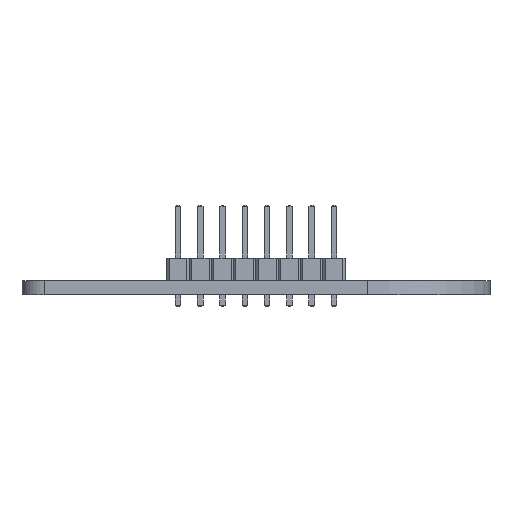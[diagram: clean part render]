
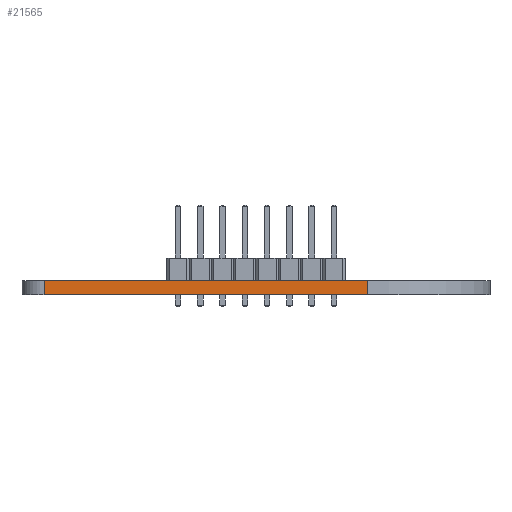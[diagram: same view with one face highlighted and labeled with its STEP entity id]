
A CAD part, front view. The second image highlights one B-rep face of the part: STEP entity #21565.
In plain terms, the highlighted planar face has unit normal (0, -1, 0).
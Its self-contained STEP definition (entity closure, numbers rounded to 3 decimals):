
#15963 = PLANE('',#15964);
#15964 = AXIS2_PLACEMENT_3D('',#15965,#15966,#15967);
#15965 = CARTESIAN_POINT('',(104.854,-99.444,1.6));
#15966 = DIRECTION('',(0.,0.,1.));
#15967 = DIRECTION('',(1.,0.,-0.));
#16017 = PLANE('',#16018);
#16018 = AXIS2_PLACEMENT_3D('',#16019,#16020,#16021);
#16019 = CARTESIAN_POINT('',(104.854,-99.444,0.));
#16020 = DIRECTION('',(0.,0.,1.));
#16021 = DIRECTION('',(1.,0.,-0.));
#16214 = VERTEX_POINT('',#16215);
#16215 = CARTESIAN_POINT('',(81.28,-144.78,0.));
#16230 = CYLINDRICAL_SURFACE('',#16231,2.54);
#16231 = AXIS2_PLACEMENT_3D('',#16232,#16233,#16234);
#16232 = CARTESIAN_POINT('',(81.28,-142.24,0.));
#16233 = DIRECTION('',(-0.,-0.,-1.));
#16234 = DIRECTION('',(1.,0.,-0.));
#16242 = EDGE_CURVE('',#16214,#16243,#16245,.T.);
#16243 = VERTEX_POINT('',#16244);
#16244 = CARTESIAN_POINT('',(118.11,-144.78,0.));
#16245 = SURFACE_CURVE('',#16246,(#16250,#16257),.PCURVE_S1.);
#16246 = LINE('',#16247,#16248);
#16247 = CARTESIAN_POINT('',(81.28,-144.78,0.));
#16248 = VECTOR('',#16249,1.);
#16249 = DIRECTION('',(1.,0.,0.));
#16250 = PCURVE('',#16017,#16251);
#16251 = DEFINITIONAL_REPRESENTATION('',(#16252),#16256);
#16252 = LINE('',#16253,#16254);
#16253 = CARTESIAN_POINT('',(-23.574,-45.336));
#16254 = VECTOR('',#16255,1.);
#16255 = DIRECTION('',(1.,0.));
#16256 = ( GEOMETRIC_REPRESENTATION_CONTEXT(2) 
PARAMETRIC_REPRESENTATION_CONTEXT() REPRESENTATION_CONTEXT('2D SPACE',''
  ) );
#16257 = PCURVE('',#16258,#16263);
#16258 = PLANE('',#16259);
#16259 = AXIS2_PLACEMENT_3D('',#16260,#16261,#16262);
#16260 = CARTESIAN_POINT('',(81.28,-144.78,0.));
#16261 = DIRECTION('',(0.,1.,0.));
#16262 = DIRECTION('',(1.,0.,0.));
#16263 = DEFINITIONAL_REPRESENTATION('',(#16264),#16268);
#16264 = LINE('',#16265,#16266);
#16265 = CARTESIAN_POINT('',(0.,0.));
#16266 = VECTOR('',#16267,1.);
#16267 = DIRECTION('',(1.,0.));
#16268 = ( GEOMETRIC_REPRESENTATION_CONTEXT(2) 
PARAMETRIC_REPRESENTATION_CONTEXT() REPRESENTATION_CONTEXT('2D SPACE',''
  ) );
#16287 = CYLINDRICAL_SURFACE('',#16288,13.97);
#16288 = AXIS2_PLACEMENT_3D('',#16289,#16290,#16291);
#16289 = CARTESIAN_POINT('',(118.11,-130.81,0.));
#16290 = DIRECTION('',(-0.,-0.,-1.));
#16291 = DIRECTION('',(1.,0.,-0.));
#19078 = VERTEX_POINT('',#19079);
#19079 = CARTESIAN_POINT('',(81.28,-144.78,1.6));
#19101 = EDGE_CURVE('',#19078,#19102,#19104,.T.);
#19102 = VERTEX_POINT('',#19103);
#19103 = CARTESIAN_POINT('',(118.11,-144.78,1.6));
#19104 = SURFACE_CURVE('',#19105,(#19109,#19116),.PCURVE_S1.);
#19105 = LINE('',#19106,#19107);
#19106 = CARTESIAN_POINT('',(81.28,-144.78,1.6));
#19107 = VECTOR('',#19108,1.);
#19108 = DIRECTION('',(1.,0.,0.));
#19109 = PCURVE('',#15963,#19110);
#19110 = DEFINITIONAL_REPRESENTATION('',(#19111),#19115);
#19111 = LINE('',#19112,#19113);
#19112 = CARTESIAN_POINT('',(-23.574,-45.336));
#19113 = VECTOR('',#19114,1.);
#19114 = DIRECTION('',(1.,0.));
#19115 = ( GEOMETRIC_REPRESENTATION_CONTEXT(2) 
PARAMETRIC_REPRESENTATION_CONTEXT() REPRESENTATION_CONTEXT('2D SPACE',''
  ) );
#19116 = PCURVE('',#16258,#19117);
#19117 = DEFINITIONAL_REPRESENTATION('',(#19118),#19122);
#19118 = LINE('',#19119,#19120);
#19119 = CARTESIAN_POINT('',(0.,-1.6));
#19120 = VECTOR('',#19121,1.);
#19121 = DIRECTION('',(1.,0.));
#19122 = ( GEOMETRIC_REPRESENTATION_CONTEXT(2) 
PARAMETRIC_REPRESENTATION_CONTEXT() REPRESENTATION_CONTEXT('2D SPACE',''
  ) );
#21515 = EDGE_CURVE('',#16243,#19102,#21516,.T.);
#21516 = SURFACE_CURVE('',#21517,(#21521,#21528),.PCURVE_S1.);
#21517 = LINE('',#21518,#21519);
#21518 = CARTESIAN_POINT('',(118.11,-144.78,0.));
#21519 = VECTOR('',#21520,1.);
#21520 = DIRECTION('',(0.,0.,1.));
#21521 = PCURVE('',#16287,#21522);
#21522 = DEFINITIONAL_REPRESENTATION('',(#21523),#21527);
#21523 = LINE('',#21524,#21525);
#21524 = CARTESIAN_POINT('',(-4.712,0.));
#21525 = VECTOR('',#21526,1.);
#21526 = DIRECTION('',(-0.,-1.));
#21527 = ( GEOMETRIC_REPRESENTATION_CONTEXT(2) 
PARAMETRIC_REPRESENTATION_CONTEXT() REPRESENTATION_CONTEXT('2D SPACE',''
  ) );
#21528 = PCURVE('',#16258,#21529);
#21529 = DEFINITIONAL_REPRESENTATION('',(#21530),#21534);
#21530 = LINE('',#21531,#21532);
#21531 = CARTESIAN_POINT('',(36.83,0.));
#21532 = VECTOR('',#21533,1.);
#21533 = DIRECTION('',(0.,-1.));
#21534 = ( GEOMETRIC_REPRESENTATION_CONTEXT(2) 
PARAMETRIC_REPRESENTATION_CONTEXT() REPRESENTATION_CONTEXT('2D SPACE',''
  ) );
#21544 = EDGE_CURVE('',#16214,#19078,#21545,.T.);
#21545 = SURFACE_CURVE('',#21546,(#21550,#21557),.PCURVE_S1.);
#21546 = LINE('',#21547,#21548);
#21547 = CARTESIAN_POINT('',(81.28,-144.78,0.));
#21548 = VECTOR('',#21549,1.);
#21549 = DIRECTION('',(0.,0.,1.));
#21550 = PCURVE('',#16230,#21551);
#21551 = DEFINITIONAL_REPRESENTATION('',(#21552),#21556);
#21552 = LINE('',#21553,#21554);
#21553 = CARTESIAN_POINT('',(-4.712,0.));
#21554 = VECTOR('',#21555,1.);
#21555 = DIRECTION('',(-0.,-1.));
#21556 = ( GEOMETRIC_REPRESENTATION_CONTEXT(2) 
PARAMETRIC_REPRESENTATION_CONTEXT() REPRESENTATION_CONTEXT('2D SPACE',''
  ) );
#21557 = PCURVE('',#16258,#21558);
#21558 = DEFINITIONAL_REPRESENTATION('',(#21559),#21563);
#21559 = LINE('',#21560,#21561);
#21560 = CARTESIAN_POINT('',(0.,0.));
#21561 = VECTOR('',#21562,1.);
#21562 = DIRECTION('',(0.,-1.));
#21563 = ( GEOMETRIC_REPRESENTATION_CONTEXT(2) 
PARAMETRIC_REPRESENTATION_CONTEXT() REPRESENTATION_CONTEXT('2D SPACE',''
  ) );
#21565 = ADVANCED_FACE('',(#21566),#16258,.F.);
#21566 = FACE_BOUND('',#21567,.F.);
#21567 = EDGE_LOOP('',(#21568,#21569,#21570,#21571));
#21568 = ORIENTED_EDGE('',*,*,#21544,.T.);
#21569 = ORIENTED_EDGE('',*,*,#19101,.T.);
#21570 = ORIENTED_EDGE('',*,*,#21515,.F.);
#21571 = ORIENTED_EDGE('',*,*,#16242,.F.);
